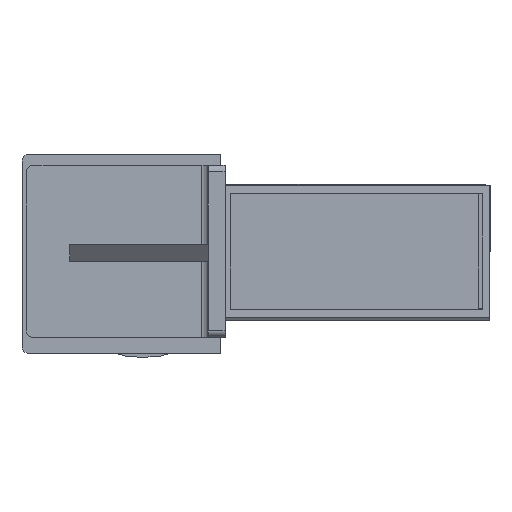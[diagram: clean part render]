
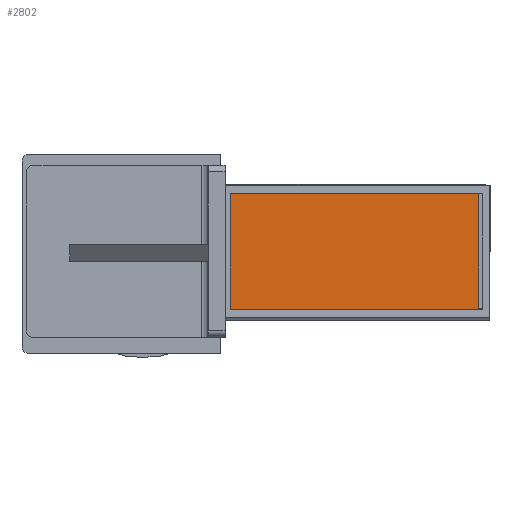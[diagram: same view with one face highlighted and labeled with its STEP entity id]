
A CAD part, left-side view. The second image highlights one B-rep face of the part: STEP entity #2802.
In plain terms, the highlighted planar face has unit normal (-1, 0, 0).
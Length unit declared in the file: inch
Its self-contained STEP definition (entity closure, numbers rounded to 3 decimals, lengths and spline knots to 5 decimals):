
#313=LINE('',#4471,#642);
#352=LINE('',#4549,#681);
#374=LINE('',#4592,#703);
#375=LINE('',#4594,#704);
#642=VECTOR('',#3669,0.3937);
#681=VECTOR('',#3742,0.3937);
#703=VECTOR('',#3790,0.3937);
#704=VECTOR('',#3793,0.3937);
#926=FACE_OUTER_BOUND('',#1091,.T.);
#1091=EDGE_LOOP('',(#2522,#2523,#2524,#2525));
#1360=VERTEX_POINT('',#4468);
#1361=VERTEX_POINT('',#4470);
#1382=VERTEX_POINT('',#4546);
#1383=VERTEX_POINT('',#4548);
#1707=EDGE_CURVE('',#1361,#1360,#313,.T.);
#1746=EDGE_CURVE('',#1383,#1382,#352,.T.);
#1768=EDGE_CURVE('',#1382,#1361,#374,.T.);
#1769=EDGE_CURVE('',#1360,#1383,#375,.T.);
#2522=ORIENTED_EDGE('',*,*,#1769,.T.);
#2523=ORIENTED_EDGE('',*,*,#1746,.T.);
#2524=ORIENTED_EDGE('',*,*,#1768,.T.);
#2525=ORIENTED_EDGE('',*,*,#1707,.T.);
#2651=PLANE('',#3029);
#2802=ADVANCED_FACE('',(#926),#2651,.F.);
#3029=AXIS2_PLACEMENT_3D('',#4595,#3794,#3795);
#3669=DIRECTION('',(0.,-1.,0.));
#3742=DIRECTION('',(0.,1.,0.));
#3790=DIRECTION('',(0.,0.,-1.));
#3793=DIRECTION('',(0.,0.,1.));
#3794=DIRECTION('center_axis',(1.,0.,0.));
#3795=DIRECTION('ref_axis',(0.,0.,-1.));
#4468=CARTESIAN_POINT('',(0.,0.03017,0.08762));
#4470=CARTESIAN_POINT('',(0.,1.90517,0.08762));
#4471=CARTESIAN_POINT('',(0.,1.90517,0.08762));
#4546=CARTESIAN_POINT('',(0.,1.90517,0.96262));
#4548=CARTESIAN_POINT('',(0.,0.03017,0.96262));
#4549=CARTESIAN_POINT('',(0.,0.03017,0.96262));
#4592=CARTESIAN_POINT('',(0.,1.90517,0.96262));
#4594=CARTESIAN_POINT('',(0.,0.03017,0.08762));
#4595=CARTESIAN_POINT('Origin',(0.,0.96767,0.52512));
